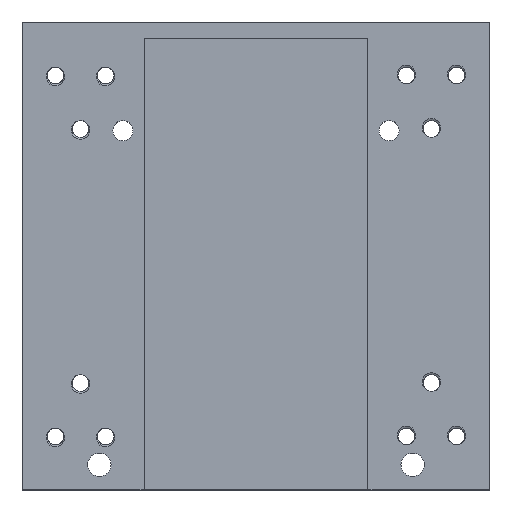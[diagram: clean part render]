
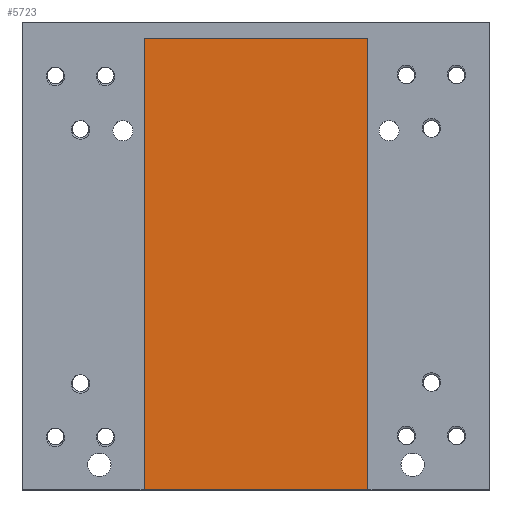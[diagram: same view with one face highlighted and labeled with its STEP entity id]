
A CAD part, top view. The second image highlights one B-rep face of the part: STEP entity #5723.
In plain terms, the highlighted planar face has unit normal (0, 0, 1).
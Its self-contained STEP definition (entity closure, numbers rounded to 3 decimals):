
#75=PLANE('',#6097);
#330=FACE_OUTER_BOUND('',#634,.T.);
#634=EDGE_LOOP('',(#4393,#4394,#4395,#4396));
#1603=LINE('',#15461,#1872);
#1610=LINE('',#15476,#1879);
#1614=LINE('',#15483,#1883);
#1616=LINE('',#15486,#1885);
#1872=VECTOR('',#6981,10.);
#1879=VECTOR('',#6990,10.);
#1883=VECTOR('',#6996,10.);
#1885=VECTOR('',#7000,10.);
#2481=VERTEX_POINT('',#15458);
#2482=VERTEX_POINT('',#15460);
#2488=VERTEX_POINT('',#15474);
#2489=VERTEX_POINT('',#15475);
#3279=EDGE_CURVE('',#2481,#2482,#1603,.T.);
#3286=EDGE_CURVE('',#2488,#2489,#1610,.T.);
#3290=EDGE_CURVE('',#2481,#2488,#1614,.T.);
#3292=EDGE_CURVE('',#2482,#2489,#1616,.F.);
#4393=ORIENTED_EDGE('',*,*,#3286,.T.);
#4394=ORIENTED_EDGE('',*,*,#3292,.F.);
#4395=ORIENTED_EDGE('',*,*,#3279,.F.);
#4396=ORIENTED_EDGE('',*,*,#3290,.T.);
#5723=ADVANCED_FACE('',(#330),#75,.F.);
#6097=AXIS2_PLACEMENT_3D('',#15485,#6998,#6999);
#6981=DIRECTION('',(-1.,0.,0.));
#6990=DIRECTION('',(-1.,0.,0.));
#6996=DIRECTION('',(0.,1.,0.));
#6998=DIRECTION('center_axis',(0.,0.,-1.));
#6999=DIRECTION('ref_axis',(-1.,0.,0.));
#7000=DIRECTION('',(0.,-1.,0.));
#15458=CARTESIAN_POINT('',(16.75,-35.,2.));
#15460=CARTESIAN_POINT('',(-16.75,-35.,2.));
#15461=CARTESIAN_POINT('',(-25.875,-35.,2.));
#15474=CARTESIAN_POINT('',(16.75,32.5,2.));
#15475=CARTESIAN_POINT('',(-16.75,32.5,2.));
#15476=CARTESIAN_POINT('',(-8.375,32.5,2.));
#15483=CARTESIAN_POINT('',(16.75,16.25,2.));
#15485=CARTESIAN_POINT('Origin',(0.,0.,
2.));
#15486=CARTESIAN_POINT('',(-16.75,-16.25,2.));
